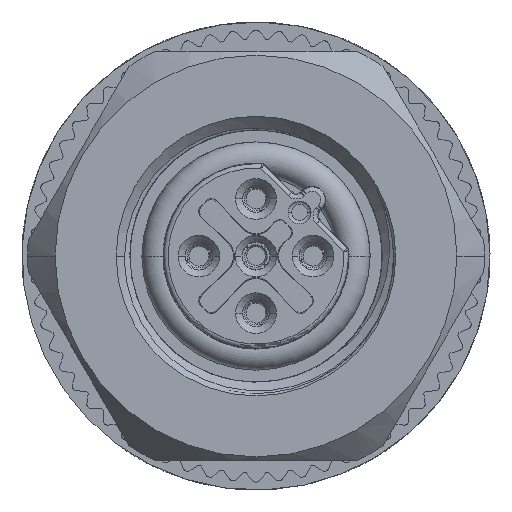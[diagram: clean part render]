
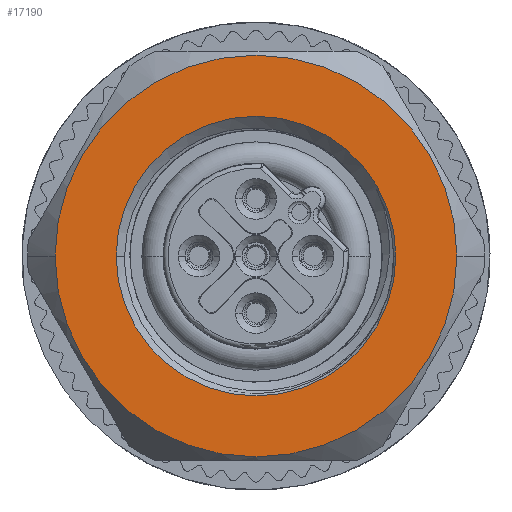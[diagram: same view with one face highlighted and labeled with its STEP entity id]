
A CAD part, front view. The second image highlights one B-rep face of the part: STEP entity #17190.
In plain terms, the highlighted planar face has unit normal (0, -1, 0).
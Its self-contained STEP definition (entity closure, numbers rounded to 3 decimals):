
#1703=CARTESIAN_POINT('',(0.,-9.8,0.));
#1704=DIRECTION('',(0.,1.,0.));
#1705=DIRECTION('',(-1.,0.,0.));
#1706=AXIS2_PLACEMENT_3D('',#1703,#1704,#1705);
#1708=CARTESIAN_POINT('',(0.,-9.8,0.));
#1709=DIRECTION('',(0.,1.,0.));
#1710=DIRECTION('',(1.,0.,0.));
#1711=AXIS2_PLACEMENT_3D('',#1708,#1709,#1710);
#1713=CARTESIAN_POINT('',(0.,-9.8,0.));
#1714=DIRECTION('',(0.,1.,0.));
#1715=DIRECTION('',(-1.,0.,0.));
#1716=AXIS2_PLACEMENT_3D('',#1713,#1714,#1715);
#1718=CARTESIAN_POINT('',(0.,-9.8,0.));
#1719=DIRECTION('',(0.,1.,0.));
#1720=DIRECTION('',(1.,0.,0.));
#1721=AXIS2_PLACEMENT_3D('',#1718,#1719,#1720);
#15167=CARTESIAN_POINT('',(-6.125,-9.8,0.));
#15168=CARTESIAN_POINT('',(6.125,-9.8,0.));
#15169=VERTEX_POINT('',#15167);
#15170=VERTEX_POINT('',#15168);
#15179=CARTESIAN_POINT('',(-8.8,-9.8,0.));
#15180=CARTESIAN_POINT('',(8.8,-9.8,0.));
#15181=VERTEX_POINT('',#15179);
#15182=VERTEX_POINT('',#15180);
#17175=CARTESIAN_POINT('',(0.,-9.8,0.));
#17176=DIRECTION('',(0.,1.,0.));
#17177=DIRECTION('',(1.,0.,0.));
#17178=AXIS2_PLACEMENT_3D('',#17175,#17176,#17177);
#17179=PLANE('',#17178);
#17181=ORIENTED_EDGE('',*,*,#17180,.T.);
#17183=ORIENTED_EDGE('',*,*,#17182,.T.);
#17184=EDGE_LOOP('',(#17181,#17183));
#17185=FACE_OUTER_BOUND('',#17184,.F.);
#17186=ORIENTED_EDGE('',*,*,#15959,.F.);
#17187=ORIENTED_EDGE('',*,*,#15976,.F.);
#17188=EDGE_LOOP('',(#17186,#17187));
#17189=FACE_BOUND('',#17188,.F.);
#17190=ADVANCED_FACE('',(#17185,#17189),#17179,.F.);
#1707=CIRCLE('',#1706,6.125);
#1712=CIRCLE('',#1711,6.125);
#1717=CIRCLE('',#1716,8.8);
#1722=CIRCLE('',#1721,8.8);
#15959=EDGE_CURVE('',#15169,#15170,#1707,.T.);
#15976=EDGE_CURVE('',#15170,#15169,#1712,.T.);
#17180=EDGE_CURVE('',#15181,#15182,#1717,.T.);
#17182=EDGE_CURVE('',#15182,#15181,#1722,.T.);
